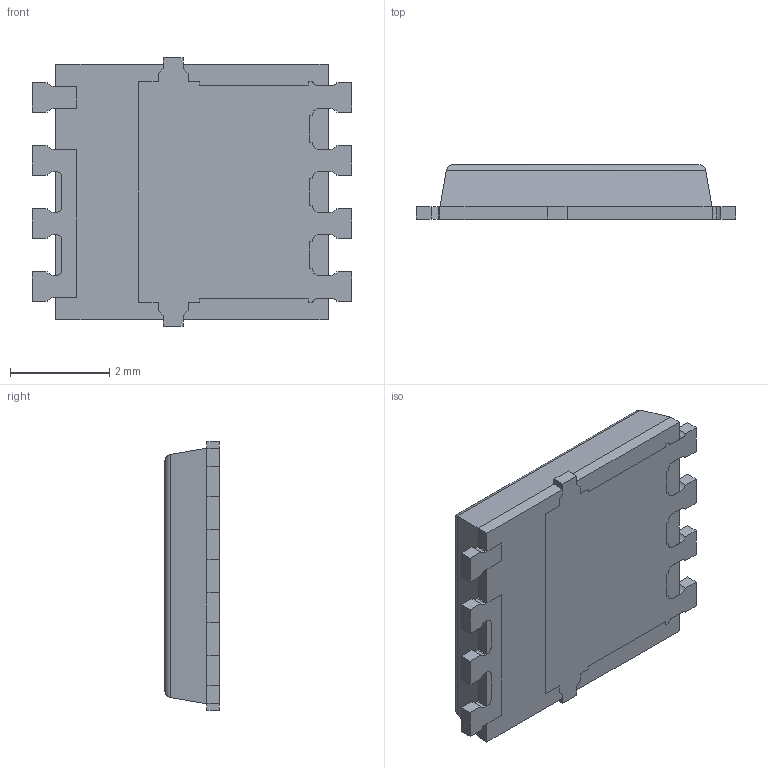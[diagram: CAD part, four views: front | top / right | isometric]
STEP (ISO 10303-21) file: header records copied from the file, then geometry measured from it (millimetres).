
FILE_DESCRIPTION (( 'STEP AP214' ), '1' );
FILE_NAME ('IAUC24N10S5L300ATMA1.STEP', '2023-10-06T13:58:07', ( '' ), ( '' ), 'SwSTEP 2.0', 'SolidWorks 2017', '' );
FILE_SCHEMA (( 'AUTOMOTIVE_DESIGN' ));
Length unit declared in the file: millimetre
Products named in the file (1): IAUC24N10S5L300ATMA1
Bounding box: 6.44 x 1.1 x 5.41 mm (x, y, z)
Volume: 30.2 mm3; surface area: 130.1 mm2
Topology: 5 solids, 5 shells, 217 faces, 590 edges, 384 vertices
Faces by surface type: plane 169, cylinder 48
Entity records: 6818 total; most frequent: CARTESIAN_POINT 1204, ORIENTED_EDGE 1180, DIRECTION 1110, EDGE_CURVE 590, VECTOR 498, LINE 498, VERTEX_POINT 384, AXIS2_PLACEMENT_3D 306
